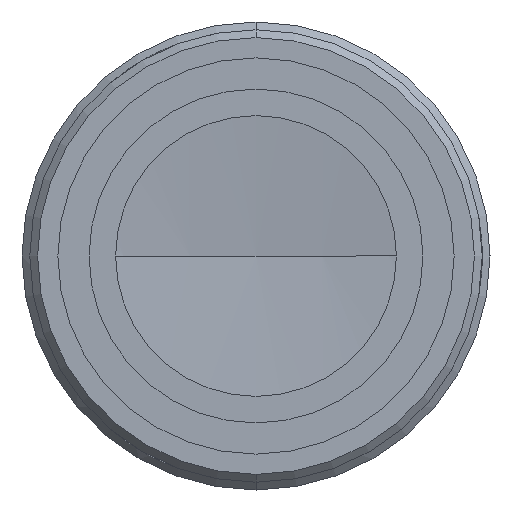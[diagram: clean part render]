
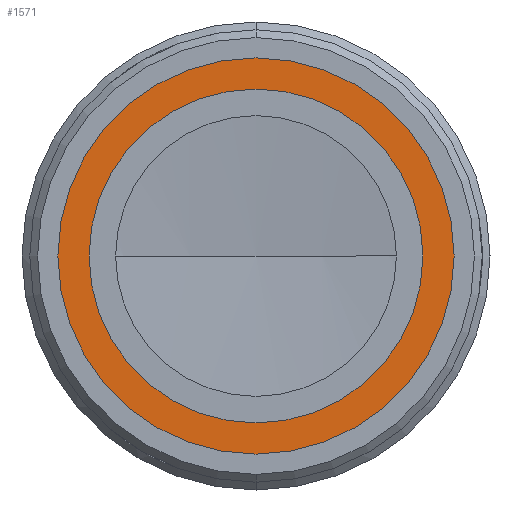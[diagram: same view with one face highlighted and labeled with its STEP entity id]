
A CAD part, front view. The second image highlights one B-rep face of the part: STEP entity #1571.
In plain terms, the highlighted planar face has unit normal (0, -1, 0).
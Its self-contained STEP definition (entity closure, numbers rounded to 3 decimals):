
#215 = EDGE_CURVE ( 'NONE', #1652, #1354, #1200, .T. ) ;
#236 = VERTEX_POINT ( 'NONE', #594 ) ;
#333 = EDGE_CURVE ( 'NONE', #236, #424, #1445, .T. ) ;
#418 = DIRECTION ( 'NONE',  ( 0., 1., 0. ) ) ;
#424 = VERTEX_POINT ( 'NONE', #470 ) ;
#439 = ORIENTED_EDGE ( 'NONE', *, *, #990, .T. ) ;
#455 = DIRECTION ( 'NONE',  ( 0., 0., 1. ) ) ;
#466 = DIRECTION ( 'NONE',  ( 0., 1., 0. ) ) ;
#470 = CARTESIAN_POINT ( 'NONE',  ( 0., -213.17, -12.7 ) ) ;
#506 = AXIS2_PLACEMENT_3D ( 'NONE', #1334, #418, #1472 ) ;
#573 = AXIS2_PLACEMENT_3D ( 'NONE', #921, #1907, #1015 ) ;
#594 = CARTESIAN_POINT ( 'NONE',  ( 0., -213.17, 12.7 ) ) ;
#620 = CIRCLE ( 'NONE', #1923, 12.7 ) ;
#624 = AXIS2_PLACEMENT_3D ( 'NONE', #1839, #1193, #1103 ) ;
#689 = EDGE_LOOP ( 'NONE', ( #1930, #439 ) ) ;
#823 = FACE_BOUND ( 'NONE', #689, .T. ) ;
#921 = CARTESIAN_POINT ( 'NONE',  ( 12.7, -213.17, 0. ) ) ;
#953 = CIRCLE ( 'NONE', #506, 10.7 ) ;
#990 = EDGE_CURVE ( 'NONE', #1354, #1652, #953, .T. ) ;
#1015 = DIRECTION ( 'NONE',  ( 0., 0., 1. ) ) ;
#1045 = ORIENTED_EDGE ( 'NONE', *, *, #1713, .F. ) ;
#1103 = DIRECTION ( 'NONE',  ( 0., 0., 1. ) ) ;
#1193 = DIRECTION ( 'NONE',  ( 0., 1., 0. ) ) ;
#1200 = CIRCLE ( 'NONE', #1778, 10.7 ) ;
#1265 = ORIENTED_EDGE ( 'NONE', *, *, #333, .F. ) ;
#1268 = CARTESIAN_POINT ( 'NONE',  ( 0., -213.17, 0. ) ) ;
#1334 = CARTESIAN_POINT ( 'NONE',  ( 0., -213.17, 0. ) ) ;
#1348 = DIRECTION ( 'NONE',  ( 0., 1., 0. ) ) ;
#1354 = VERTEX_POINT ( 'NONE', #1908 ) ;
#1365 = CARTESIAN_POINT ( 'NONE',  ( 0., -213.17, 10.7 ) ) ;
#1369 = EDGE_LOOP ( 'NONE', ( #1265, #1045 ) ) ;
#1376 = CARTESIAN_POINT ( 'NONE',  ( 0., -213.17, 0. ) ) ;
#1379 = PLANE ( 'NONE',  #573 ) ;
#1445 = CIRCLE ( 'NONE', #624, 12.7 ) ;
#1472 = DIRECTION ( 'NONE',  ( 0., 0., 1. ) ) ;
#1513 = DIRECTION ( 'NONE',  ( 0., 0., 1. ) ) ;
#1571 = ADVANCED_FACE ( 'NONE', ( #1616, #823 ), #1379, .F. ) ;
#1616 = FACE_OUTER_BOUND ( 'NONE', #1369, .T. ) ;
#1652 = VERTEX_POINT ( 'NONE', #1365 ) ;
#1713 = EDGE_CURVE ( 'NONE', #424, #236, #620, .T. ) ;
#1778 = AXIS2_PLACEMENT_3D ( 'NONE', #1268, #1348, #455 ) ;
#1839 = CARTESIAN_POINT ( 'NONE',  ( 0., -213.17, 0. ) ) ;
#1907 = DIRECTION ( 'NONE',  ( 0., 1., 0. ) ) ;
#1908 = CARTESIAN_POINT ( 'NONE',  ( 0., -213.17, -10.7 ) ) ;
#1923 = AXIS2_PLACEMENT_3D ( 'NONE', #1376, #466, #1513 ) ;
#1930 = ORIENTED_EDGE ( 'NONE', *, *, #215, .T. ) ;
